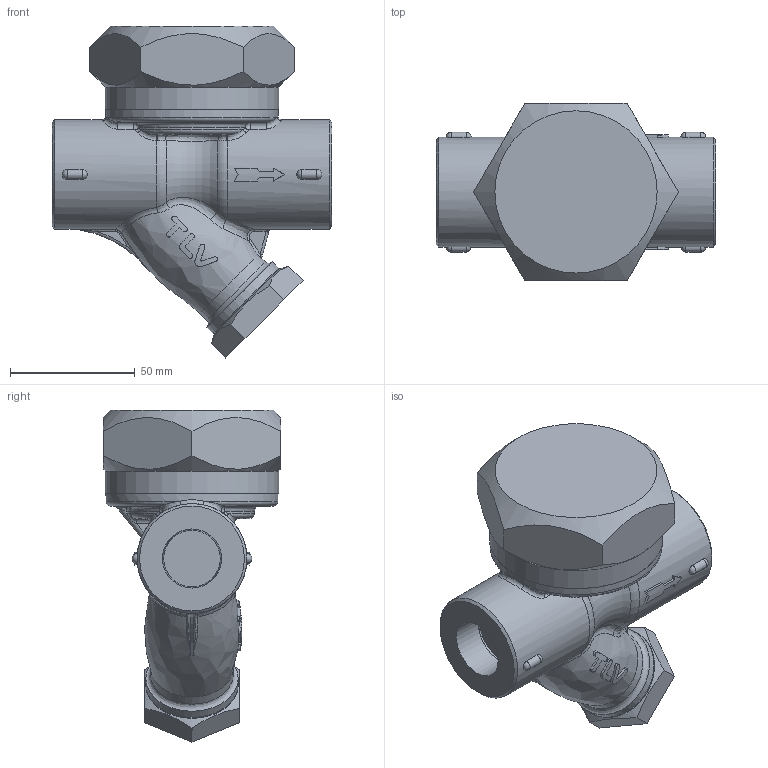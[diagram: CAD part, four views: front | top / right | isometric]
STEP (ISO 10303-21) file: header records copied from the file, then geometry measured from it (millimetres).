
FILE_DESCRIPTION((''),'2;1');
FILE_NAME('a3n00-025-screw-00.stp','2009-11-12T10:30:53',('nakaot'),(''),'Autodesk Inventor 2008','Autodesk Inventor 2008','');
FILE_SCHEMA(('AUTOMOTIVE_DESIGN { 1 0 10303 214 1 1 1 1 }'));
Length unit declared in the file: millimetre
Products named in the file (1): a3n00-025-screw-00
Bounding box: 112 x 71 x 133 mm (x, y, z)
Volume: 372420 mm3; surface area: 42002.4 mm2
Topology: 1 solids, 1 shells, 235 faces, 607 edges, 368 vertices
Faces by surface type: bspline 114, plane 54, cylinder 40, torus 13, sphere 8, cone 6
Full cylindrical faces by diameter (mm): 33 x1, 37 x1, 44 x2, 60 x1, 69 x1, 69.5 x1
Entity records: 16838 total; most frequent: CARTESIAN_POINT 12080, ORIENTED_EDGE 1122, DIRECTION 729, EDGE_CURVE 561, VERTEX_POINT 362, AXIS2_PLACEMENT_3D 307, EDGE_LOOP 269, B_SPLINE_CURVE_WITH_KNOTS 243
